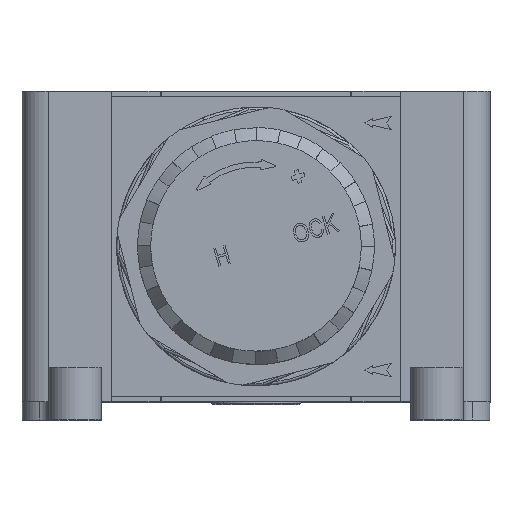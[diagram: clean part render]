
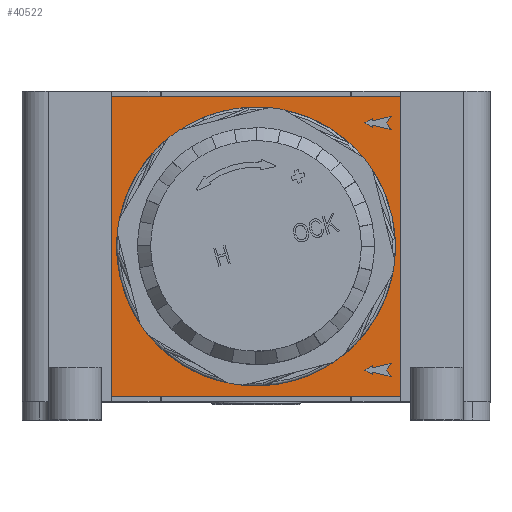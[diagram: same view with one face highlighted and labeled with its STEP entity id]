
A CAD part, top view. The second image highlights one B-rep face of the part: STEP entity #40522.
In plain terms, the highlighted planar face has unit normal (0, 0, 1).
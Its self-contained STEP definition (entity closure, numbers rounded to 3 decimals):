
#27370 = VERTEX_POINT ( 'NONE', #63855 ) ;
#27377 = VERTEX_POINT ( 'NONE', #63857 ) ;
#27380 = VERTEX_POINT ( 'NONE', #63858 ) ;
#27392 = VERTEX_POINT ( 'NONE', #63862 ) ;
#28266 = CIRCLE ( 'NONE', #57810, 26.5 ) ;
#29359 = VERTEX_POINT ( 'NONE', #65036 ) ;
#29360 = VERTEX_POINT ( 'NONE', #65038 ) ;
#31036 = CARTESIAN_POINT ( 'NONE',  ( 277.659, 238.835, 0. ) ) ;
#31037 = DIRECTION ( 'NONE',  ( 0., 0., 1. ) ) ;
#31038 = DIRECTION ( 'NONE',  ( 0., 1., 0. ) ) ;
#34348 = CIRCLE ( 'NONE', #58065, 26.5 ) ;
#34356 = LINE ( 'NONE', #39129, #34359 ) ;
#34359 = VECTOR ( 'NONE', #39132, 1000. ) ;
#34362 = LINE ( 'NONE', #39142, #34365 ) ;
#34364 = LINE ( 'NONE', #39147, #34367 ) ;
#34365 = VECTOR ( 'NONE', #39145, 1000. ) ;
#34366 = LINE ( 'NONE', #39151, #34369 ) ;
#34367 = VECTOR ( 'NONE', #39149, 1000. ) ;
#34369 = VECTOR ( 'NONE', #39154, 1000. ) ;
#37779 = DIRECTION ( 'NONE',  ( 0., 0., -1. ) ) ;
#37786 = CARTESIAN_POINT ( 'NONE',  ( 277.659, 238.835, 0. ) ) ;
#37791 = PLANE ( 'NONE',  #75496 ) ;
#37796 = DIRECTION ( 'NONE',  ( 0., -1., 0. ) ) ;
#39110 = CARTESIAN_POINT ( 'NONE',  ( 277.659, 238.835, 0. ) ) ;
#39112 = DIRECTION ( 'NONE',  ( 0., 0., 1. ) ) ;
#39114 = DIRECTION ( 'NONE',  ( 0., 1., 0. ) ) ;
#39129 = CARTESIAN_POINT ( 'NONE',  ( 305.159, 267.335, 0. ) ) ;
#39132 = DIRECTION ( 'NONE',  ( 1., 0., 0. ) ) ;
#39142 = CARTESIAN_POINT ( 'NONE',  ( 305.159, 210.335, 0. ) ) ;
#39145 = DIRECTION ( 'NONE',  ( 0., -1., 0. ) ) ;
#39147 = CARTESIAN_POINT ( 'NONE',  ( 250.159, 267.335, 0. ) ) ;
#39149 = DIRECTION ( 'NONE',  ( 0., 1., 0. ) ) ;
#39151 = CARTESIAN_POINT ( 'NONE',  ( 277.659, 210.335, 0. ) ) ;
#39154 = DIRECTION ( 'NONE',  ( -1., 0., 0. ) ) ;
#40522 = ADVANCED_FACE ( 'NONE', ( #78066, #78074 ), #37791, .F. ) ;
#41675 = EDGE_LOOP ( 'NONE', ( #81459, #81460 ) ) ;
#41677 = EDGE_LOOP ( 'NONE', ( #81455, #81456, #81457, #81458 ) ) ;
#57810 = AXIS2_PLACEMENT_3D ( 'NONE', #31036, #31037, #31038 ) ;
#58065 = AXIS2_PLACEMENT_3D ( 'NONE', #39110, #39112, #39114 ) ;
#63855 = CARTESIAN_POINT ( 'NONE',  ( 250.159, 267.335, 0. ) ) ;
#63857 = CARTESIAN_POINT ( 'NONE',  ( 305.159, 267.335, 0. ) ) ;
#63858 = CARTESIAN_POINT ( 'NONE',  ( 250.159, 210.335, 0. ) ) ;
#63862 = CARTESIAN_POINT ( 'NONE',  ( 305.159, 210.335, 0. ) ) ;
#65036 = CARTESIAN_POINT ( 'NONE',  ( 277.659, 212.335, 0. ) ) ;
#65038 = CARTESIAN_POINT ( 'NONE',  ( 277.659, 265.335, 0. ) ) ;
#69261 = EDGE_CURVE ( 'NONE', #29359, #29360, #28266, .T. ) ;
#75496 = AXIS2_PLACEMENT_3D ( 'NONE', #37786, #37779, #37796 ) ;
#78066 = FACE_OUTER_BOUND ( 'NONE', #41677, .T. ) ;
#78074 = FACE_BOUND ( 'NONE', #41675, .T. ) ;
#81455 = ORIENTED_EDGE ( 'NONE', *, *, #83127, .F. ) ;
#81456 = ORIENTED_EDGE ( 'NONE', *, *, #83124, .F. ) ;
#81457 = ORIENTED_EDGE ( 'NONE', *, *, #83128, .F. ) ;
#81458 = ORIENTED_EDGE ( 'NONE', *, *, #83129, .F. ) ;
#81459 = ORIENTED_EDGE ( 'NONE', *, *, #83119, .F. ) ;
#81460 = ORIENTED_EDGE ( 'NONE', *, *, #69261, .F. ) ;
#83119 = EDGE_CURVE ( 'NONE', #29360, #29359, #34348, .T. ) ;
#83124 = EDGE_CURVE ( 'NONE', #27370, #27377, #34356, .T. ) ;
#83127 = EDGE_CURVE ( 'NONE', #27377, #27392, #34362, .T. ) ;
#83128 = EDGE_CURVE ( 'NONE', #27380, #27370, #34364, .T. ) ;
#83129 = EDGE_CURVE ( 'NONE', #27392, #27380, #34366, .T. ) ;
